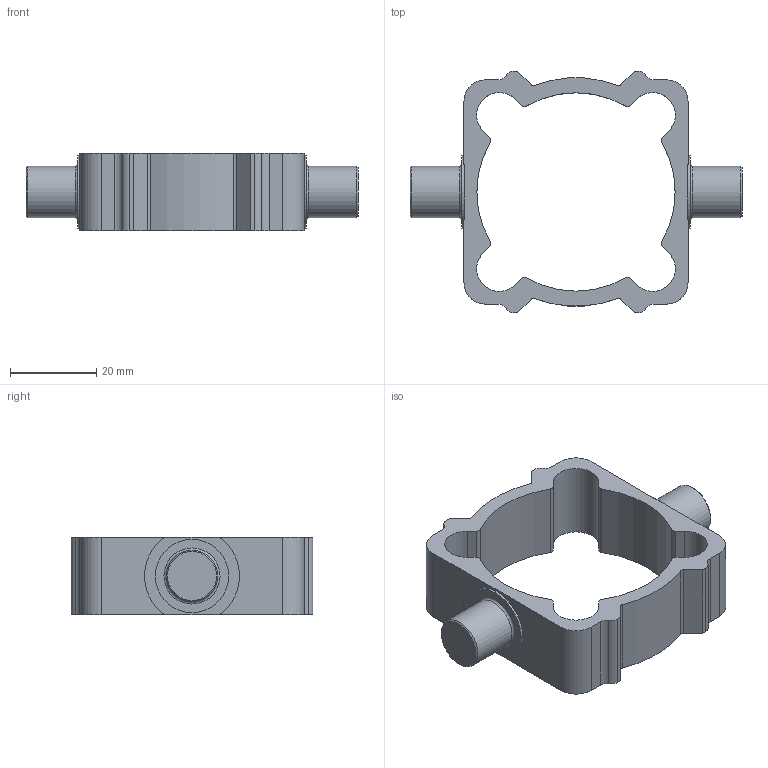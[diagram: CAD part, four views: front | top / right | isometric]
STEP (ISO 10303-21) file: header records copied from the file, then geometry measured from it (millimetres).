
FILE_DESCRIPTION(/* description */ (''),/* implementation_level */ '2;1');
FILE_NAME(/* name */ '1390_32_12F.stp',/* time_stamp */ '2016-03-03T11:19:29+01:00',/* author */ ('Maniean1'),/* organization */ ('Pneumax S.p.A.'),/* preprocessor_version */ 'ST-DEVELOPER v15.2',/* originating_system */ 'Autodesk Inventor 2014',/* authorisation */ '');
FILE_SCHEMA (('AUTOMOTIVE_DESIGN { 1 0 10303 214 3 1 1 }'));
Length unit declared in the file: millimetre
Products named in the file (1): 1390_32_12F
Bounding box: 77 x 56 x 18 mm (x, y, z)
Volume: 16690 mm3; surface area: 10361.5 mm2
Topology: 1 solids, 3 shells, 88 faces, 234 edges, 152 vertices
Faces by surface type: cylinder 46, plane 32, cone 6, torus 4
Full cylindrical faces by diameter (mm): 9.5 x2, 9.6 x2, 12 x2, 17 x2
Entity records: 2786 total; most frequent: DIRECTION 490, CARTESIAN_POINT 453, ORIENTED_EDGE 428, EDGE_CURVE 214, AXIS2_PLACEMENT_3D 187, VERTEX_POINT 150, LINE 116, VECTOR 116
